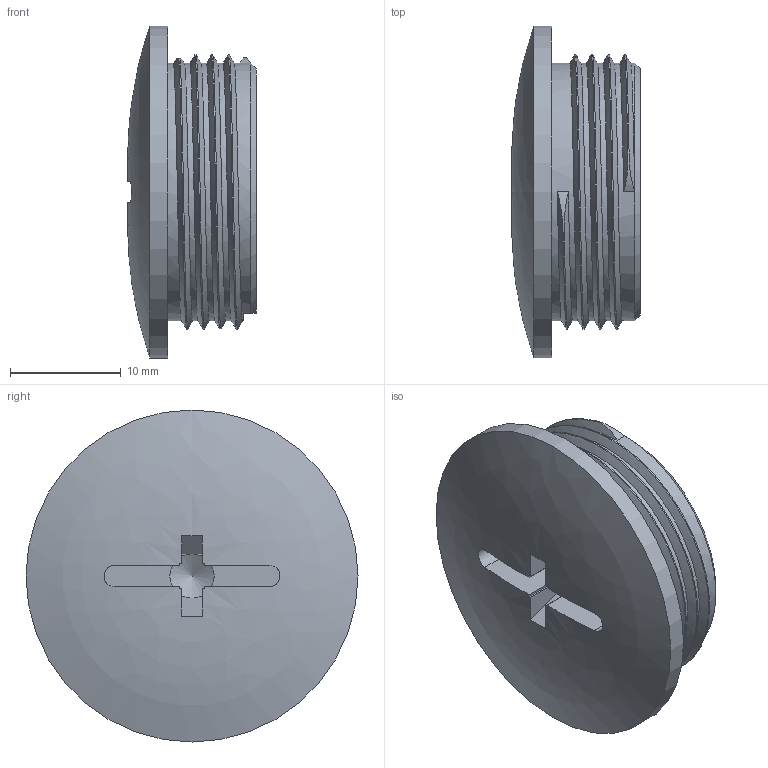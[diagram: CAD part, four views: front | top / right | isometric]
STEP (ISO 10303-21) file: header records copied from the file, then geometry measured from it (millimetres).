
FILE_DESCRIPTION(/* description */ ('Verschlussschraube rund mit Schlitz M 25x1,5'),/* implementation_level */ '2;1');
FILE_NAME(/* name */ '11007525-RST.stp',/* time_stamp */ '2020-04-23T09:04:26+02:00',/* author */ ('sl'),/* organization */ (''),/* preprocessor_version */ 'ST-DEVELOPER v16.5',/* originating_system */ 'Autodesk Inventor 2017',/* authorisation */ '');
FILE_SCHEMA (('AUTOMOTIVE_DESIGN { 1 0 10303 214 3 1 1 }'));
Length unit declared in the file: millimetre
Products named in the file (1): 11007525
Bounding box: 11.62 x 30 x 30 mm (x, y, z)
Volume: 2712.7 mm3; surface area: 3335.3 mm2
Topology: 1 solids, 1 shells, 67 faces, 170 edges, 107 vertices
Faces by surface type: plane 44, cylinder 15, cone 5, bspline 3
Full cylindrical faces by diameter (mm): 20 x1, 23.278 x3, 30 x1
Entity records: 2759 total; most frequent: CARTESIAN_POINT 1286, ORIENTED_EDGE 306, DIRECTION 281, EDGE_CURVE 153, VERTEX_POINT 98, AXIS2_PLACEMENT_3D 95, LINE 91, VECTOR 91
